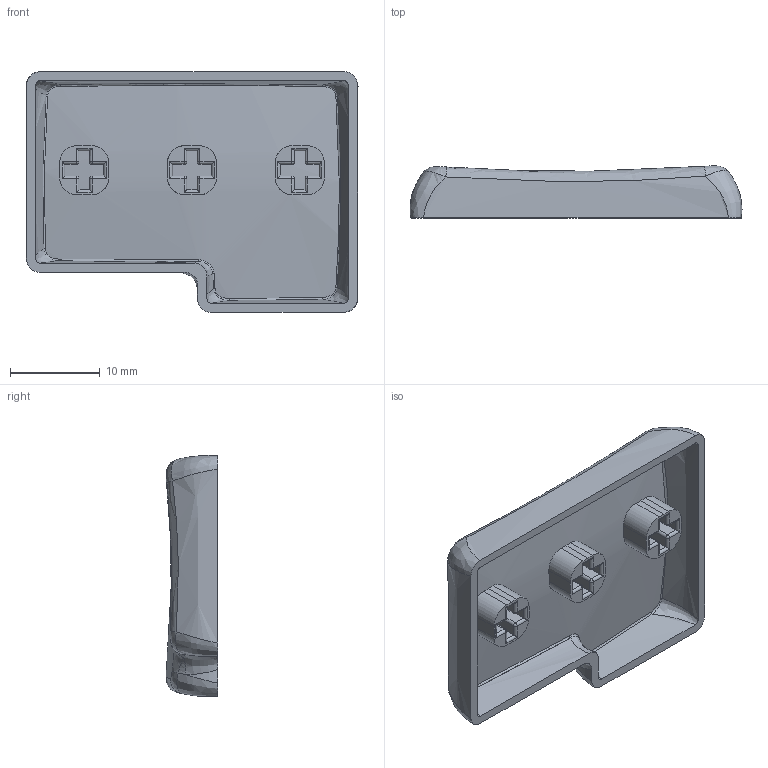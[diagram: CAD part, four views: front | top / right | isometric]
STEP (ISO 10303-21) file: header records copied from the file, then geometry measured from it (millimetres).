
FILE_DESCRIPTION(/* description */ (''),/* implementation_level */ '2;1');
FILE_NAME(/* name */ 'MX-iso.step',/* time_stamp */ '2022-10-28T22:56:08+03:00',/* author */ (''),/* organization */ (''),/* preprocessor_version */ 'ST-DEVELOPER v19.2',/* originating_system */ 'Autodesk Translation Framework v11.17.0.187',/* authorisation */ '');
FILE_SCHEMA (('AUTOMOTIVE_DESIGN { 1 0 10303 214 3 1 1 }'));
Length unit declared in the file: millimetre
Products named in the file (1): MX-iso
Bounding box: 36.97 x 5.77 x 26.85 mm (x, y, z)
Volume: 1632.3 mm3; surface area: 3139.4 mm2
Topology: 1 solids, 1 shells, 185 faces, 466 edges, 286 vertices
Faces by surface type: plane 61, cylinder 60, bspline 52, sphere 12
Entity records: 8522 total; most frequent: CARTESIAN_POINT 4449, ORIENTED_EDGE 932, DIRECTION 690, EDGE_CURVE 466, VERTEX_POINT 286, AXIS2_PLACEMENT_3D 242, LINE 206, VECTOR 206
